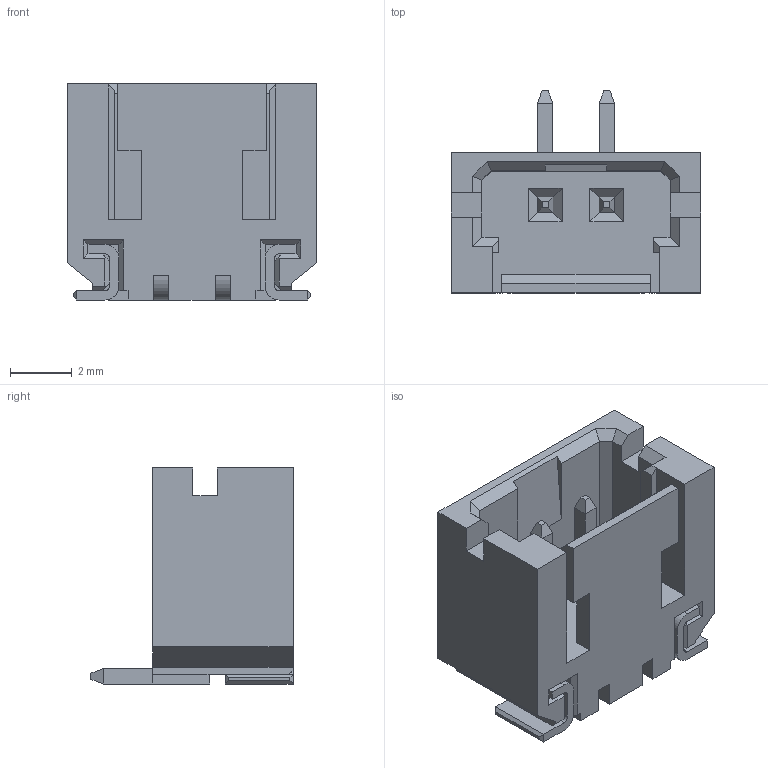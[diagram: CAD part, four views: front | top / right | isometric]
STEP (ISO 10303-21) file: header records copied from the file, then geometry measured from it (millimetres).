
FILE_DESCRIPTION((''),'2;1');
FILE_NAME('554600272','2007-12-28T',('mhm01'),(''),'PRO/ENGINEER BY PARAMETRIC TECHNOLOGY CORPORATION, 2003451','PRO/ENGINEER BY PARAMETRIC TECHNOLOGY CORPORATION, 2003451','');
FILE_SCHEMA(('CONFIG_CONTROL_DESIGN'));
Length unit declared in the file: millimetre
Products named in the file (1): 554600272
Bounding box: 8.1 x 6.55 x 7 mm (x, y, z)
Volume: 158.4 mm3; surface area: 385.4 mm2
Topology: 1 solids, 1 shells, 195 faces, 538 edges, 354 vertices
Faces by surface type: plane 183, cylinder 12
Entity records: 6033 total; most frequent: CARTESIAN_POINT 1058, ORIENTED_EDGE 1030, DIRECTION 956, EDGE_CURVE 515, VECTOR 512, LINE 512, VERTEX_POINT 324, AXIS2_PLACEMENT_3D 222
